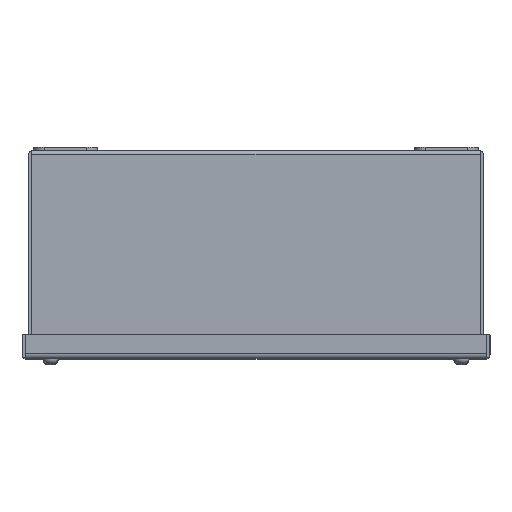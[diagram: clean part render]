
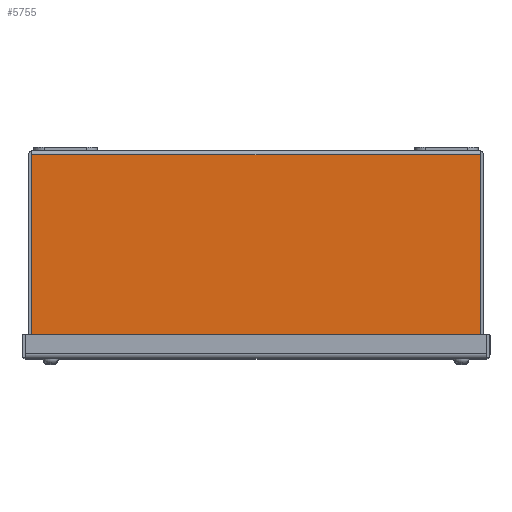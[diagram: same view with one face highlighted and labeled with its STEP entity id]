
A CAD part, top view. The second image highlights one B-rep face of the part: STEP entity #5755.
In plain terms, the highlighted planar face has unit normal (0, 0, 1).
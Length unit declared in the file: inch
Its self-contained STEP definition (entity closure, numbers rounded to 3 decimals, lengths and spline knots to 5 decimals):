
#308 = ORIENTED_EDGE ( 'NONE', *, *, #6483, .F. ) ;
#569 = LINE ( 'NONE', #27075, #30194 ) ;
#2001 = CARTESIAN_POINT ( 'NONE',  ( 37.031, 0., 5.875 ) ) ;
#3217 = VERTEX_POINT ( 'NONE', #23024 ) ;
#3863 = CARTESIAN_POINT ( 'NONE',  ( 5.30221, -4.642, 5.875 ) ) ;
#4429 = DIRECTION ( 'NONE',  ( 1., 0., 0. ) ) ;
#5403 = VECTOR ( 'NONE', #30904, 39.37008 ) ;
#5755 = ADVANCED_FACE ( 'NONE', ( #11779 ), #8793, .F. ) ;
#6483 = EDGE_CURVE ( 'NONE', #3217, #22700, #25895, .T. ) ;
#6948 = EDGE_CURVE ( 'NONE', #3217, #15825, #9426, .T. ) ;
#7181 = AXIS2_PLACEMENT_3D ( 'NONE', #2001, #31025, #9397 ) ;
#7353 = EDGE_LOOP ( 'NONE', ( #22099, #17585, #308, #30215 ) ) ;
#7354 = DIRECTION ( 'NONE',  ( -1., 0., 0. ) ) ;
#8370 = LINE ( 'NONE', #10896, #27716 ) ;
#8793 = PLANE ( 'NONE',  #7181 ) ;
#9397 = DIRECTION ( 'NONE',  ( -1., 0., 0. ) ) ;
#9426 = LINE ( 'NONE', #19517, #5403 ) ;
#10896 = CARTESIAN_POINT ( 'NONE',  ( 5.30221, 39.37008, 5.875 ) ) ;
#11779 = FACE_OUTER_BOUND ( 'NONE', #7353, .T. ) ;
#11912 = VECTOR ( 'NONE', #4429, 39.37008 ) ;
#12872 = CARTESIAN_POINT ( 'NONE',  ( 5.30221, -0.108, 5.875 ) ) ;
#15311 = DIRECTION ( 'NONE',  ( 0., -1., 0. ) ) ;
#15709 = VERTEX_POINT ( 'NONE', #3863 ) ;
#15825 = VERTEX_POINT ( 'NONE', #24192 ) ;
#16260 = CARTESIAN_POINT ( 'NONE',  ( -5.267, -0.108, 5.875 ) ) ;
#17585 = ORIENTED_EDGE ( 'NONE', *, *, #28970, .F. ) ;
#19517 = CARTESIAN_POINT ( 'NONE',  ( -5.30221, 39.37008, 5.875 ) ) ;
#22099 = ORIENTED_EDGE ( 'NONE', *, *, #28132, .F. ) ;
#22700 = VERTEX_POINT ( 'NONE', #12872 ) ;
#23024 = CARTESIAN_POINT ( 'NONE',  ( -5.30221, -0.108, 5.875 ) ) ;
#24192 = CARTESIAN_POINT ( 'NONE',  ( -5.30221, -4.642, 5.875 ) ) ;
#25895 = LINE ( 'NONE', #16260, #11912 ) ;
#27075 = CARTESIAN_POINT ( 'NONE',  ( 37.031, -4.642, 5.875 ) ) ;
#27716 = VECTOR ( 'NONE', #15311, 39.37008 ) ;
#28132 = EDGE_CURVE ( 'NONE', #15709, #15825, #569, .T. ) ;
#28970 = EDGE_CURVE ( 'NONE', #22700, #15709, #8370, .T. ) ;
#30194 = VECTOR ( 'NONE', #7354, 39.37008 ) ;
#30215 = ORIENTED_EDGE ( 'NONE', *, *, #6948, .T. ) ;
#30904 = DIRECTION ( 'NONE',  ( 0., -1., 0. ) ) ;
#31025 = DIRECTION ( 'NONE',  ( 0., 0., -1. ) ) ;
